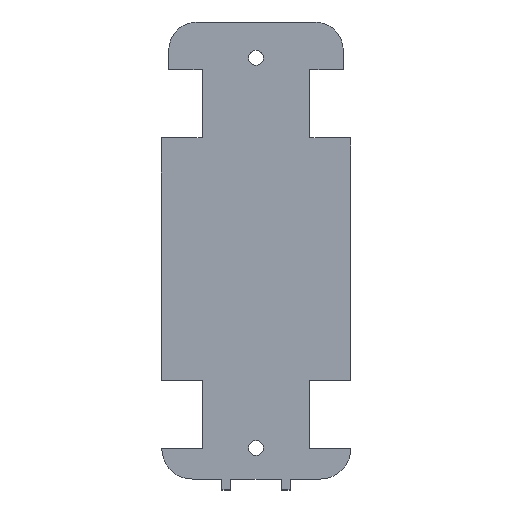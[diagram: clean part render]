
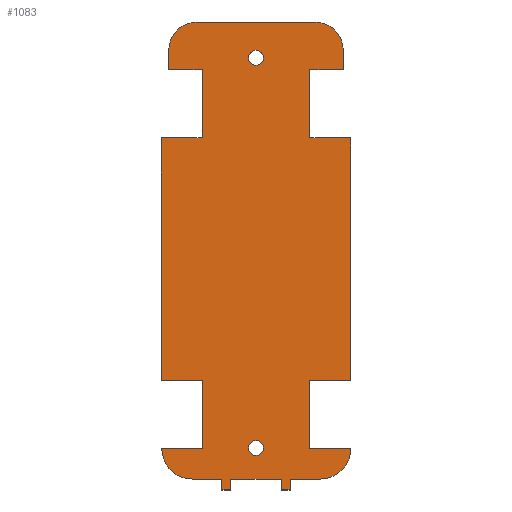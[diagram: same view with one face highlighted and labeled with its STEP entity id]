
A CAD part, top view. The second image highlights one B-rep face of the part: STEP entity #1083.
In plain terms, the highlighted planar face has unit normal (0, 0, 1).
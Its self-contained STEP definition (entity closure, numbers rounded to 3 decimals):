
#42 = VERTEX_POINT('',#43);
#43 = CARTESIAN_POINT('',(8.6,33.5,0.8));
#49 = EDGE_CURVE('',#42,#50,#52,.T.);
#50 = VERTEX_POINT('',#51);
#51 = CARTESIAN_POINT('',(12.8,29.3,0.8));
#52 = CIRCLE('',#53,4.2);
#53 = AXIS2_PLACEMENT_3D('',#54,#55,#56);
#54 = CARTESIAN_POINT('',(8.6,29.3,0.8));
#55 = DIRECTION('',(0.,0.,-1.));
#56 = DIRECTION('',(0.,1.,0.));
#82 = EDGE_CURVE('',#50,#83,#85,.T.);
#83 = VERTEX_POINT('',#84);
#84 = CARTESIAN_POINT('',(12.8,26.5,0.8));
#85 = LINE('',#86,#87);
#86 = CARTESIAN_POINT('',(12.8,29.3,0.8));
#87 = VECTOR('',#88,1.);
#88 = DIRECTION('',(0.,-1.,0.));
#113 = EDGE_CURVE('',#83,#114,#116,.T.);
#114 = VERTEX_POINT('',#115);
#115 = CARTESIAN_POINT('',(7.9,26.5,0.8));
#116 = LINE('',#117,#118);
#117 = CARTESIAN_POINT('',(12.8,26.5,0.8));
#118 = VECTOR('',#119,1.);
#119 = DIRECTION('',(-1.,0.,0.));
#144 = EDGE_CURVE('',#114,#145,#147,.T.);
#145 = VERTEX_POINT('',#146);
#146 = CARTESIAN_POINT('',(7.9,16.5,0.8));
#147 = LINE('',#148,#149);
#148 = CARTESIAN_POINT('',(7.9,26.5,0.8));
#149 = VECTOR('',#150,1.);
#150 = DIRECTION('',(0.,-1.,0.));
#175 = EDGE_CURVE('',#145,#176,#178,.T.);
#176 = VERTEX_POINT('',#177);
#177 = CARTESIAN_POINT('',(13.9,16.5,0.8));
#178 = LINE('',#179,#180);
#179 = CARTESIAN_POINT('',(7.9,16.5,0.8));
#180 = VECTOR('',#181,1.);
#181 = DIRECTION('',(1.,0.,0.));
#206 = EDGE_CURVE('',#176,#207,#209,.T.);
#207 = VERTEX_POINT('',#208);
#208 = CARTESIAN_POINT('',(13.9,-19.1,0.8));
#209 = LINE('',#210,#211);
#210 = CARTESIAN_POINT('',(13.9,16.5,0.8));
#211 = VECTOR('',#212,1.);
#212 = DIRECTION('',(0.,-1.,0.));
#237 = EDGE_CURVE('',#207,#238,#240,.T.);
#238 = VERTEX_POINT('',#239);
#239 = CARTESIAN_POINT('',(7.8,-19.1,0.8));
#240 = LINE('',#241,#242);
#241 = CARTESIAN_POINT('',(13.9,-19.1,0.8));
#242 = VECTOR('',#243,1.);
#243 = DIRECTION('',(-1.,0.,0.));
#268 = EDGE_CURVE('',#238,#269,#271,.T.);
#269 = VERTEX_POINT('',#270);
#270 = CARTESIAN_POINT('',(7.8,-29.,0.8));
#271 = LINE('',#272,#273);
#272 = CARTESIAN_POINT('',(7.8,-19.1,0.8));
#273 = VECTOR('',#274,1.);
#274 = DIRECTION('',(0.,-1.,0.));
#299 = EDGE_CURVE('',#269,#300,#302,.T.);
#300 = VERTEX_POINT('',#301);
#301 = CARTESIAN_POINT('',(13.9,-29.,0.8));
#302 = LINE('',#303,#304);
#303 = CARTESIAN_POINT('',(7.8,-29.,0.8));
#304 = VECTOR('',#305,1.);
#305 = DIRECTION('',(1.,0.,0.));
#330 = EDGE_CURVE('',#300,#331,#333,.T.);
#331 = VERTEX_POINT('',#332);
#332 = CARTESIAN_POINT('',(9.418,-33.5,0.8));
#333 = CIRCLE('',#334,4.482);
#334 = AXIS2_PLACEMENT_3D('',#335,#336,#337);
#335 = CARTESIAN_POINT('',(9.418,-29.018,0.8));
#336 = DIRECTION('',(0.,0.,-1.));
#337 = DIRECTION('',(1.,0.004,0.));
#363 = EDGE_CURVE('',#331,#364,#366,.T.);
#364 = VERTEX_POINT('',#365);
#365 = CARTESIAN_POINT('',(5.,-33.5,0.8));
#366 = LINE('',#367,#368);
#367 = CARTESIAN_POINT('',(9.418,-33.5,0.8));
#368 = VECTOR('',#369,1.);
#369 = DIRECTION('',(-1.,0.,0.));
#394 = EDGE_CURVE('',#364,#395,#397,.T.);
#395 = VERTEX_POINT('',#396);
#396 = CARTESIAN_POINT('',(5.,-35.1,0.8));
#397 = LINE('',#398,#399);
#398 = CARTESIAN_POINT('',(5.,-33.5,0.8));
#399 = VECTOR('',#400,1.);
#400 = DIRECTION('',(0.,-1.,0.));
#425 = EDGE_CURVE('',#395,#426,#428,.T.);
#426 = VERTEX_POINT('',#427);
#427 = CARTESIAN_POINT('',(3.7,-35.1,0.8));
#428 = LINE('',#429,#430);
#429 = CARTESIAN_POINT('',(5.,-35.1,0.8));
#430 = VECTOR('',#431,1.);
#431 = DIRECTION('',(-1.,0.,0.));
#456 = EDGE_CURVE('',#426,#457,#459,.T.);
#457 = VERTEX_POINT('',#458);
#458 = CARTESIAN_POINT('',(3.7,-33.5,0.8));
#459 = LINE('',#460,#461);
#460 = CARTESIAN_POINT('',(3.7,-35.1,0.8));
#461 = VECTOR('',#462,1.);
#462 = DIRECTION('',(0.,1.,0.));
#487 = EDGE_CURVE('',#457,#488,#490,.T.);
#488 = VERTEX_POINT('',#489);
#489 = CARTESIAN_POINT('',(-3.7,-33.5,0.8));
#490 = LINE('',#491,#492);
#491 = CARTESIAN_POINT('',(3.7,-33.5,0.8));
#492 = VECTOR('',#493,1.);
#493 = DIRECTION('',(-1.,0.,0.));
#518 = EDGE_CURVE('',#488,#519,#521,.T.);
#519 = VERTEX_POINT('',#520);
#520 = CARTESIAN_POINT('',(-3.7,-35.1,0.8));
#521 = LINE('',#522,#523);
#522 = CARTESIAN_POINT('',(-3.7,-33.5,0.8));
#523 = VECTOR('',#524,1.);
#524 = DIRECTION('',(0.,-1.,0.));
#549 = EDGE_CURVE('',#519,#550,#552,.T.);
#550 = VERTEX_POINT('',#551);
#551 = CARTESIAN_POINT('',(-5.,-35.1,0.8));
#552 = LINE('',#553,#554);
#553 = CARTESIAN_POINT('',(-3.7,-35.1,0.8));
#554 = VECTOR('',#555,1.);
#555 = DIRECTION('',(-1.,0.,0.));
#580 = EDGE_CURVE('',#550,#581,#583,.T.);
#581 = VERTEX_POINT('',#582);
#582 = CARTESIAN_POINT('',(-5.,-33.5,0.8));
#583 = LINE('',#584,#585);
#584 = CARTESIAN_POINT('',(-5.,-35.1,0.8));
#585 = VECTOR('',#586,1.);
#586 = DIRECTION('',(0.,1.,0.));
#611 = EDGE_CURVE('',#581,#612,#614,.T.);
#612 = VERTEX_POINT('',#613);
#613 = CARTESIAN_POINT('',(-9.318,-33.5,0.8));
#614 = LINE('',#615,#616);
#615 = CARTESIAN_POINT('',(-5.,-33.5,0.8));
#616 = VECTOR('',#617,1.);
#617 = DIRECTION('',(-1.,0.,0.));
#642 = EDGE_CURVE('',#612,#643,#645,.T.);
#643 = VERTEX_POINT('',#644);
#644 = CARTESIAN_POINT('',(-13.818,-29.018,0.8));
#645 = CIRCLE('',#646,4.482);
#646 = AXIS2_PLACEMENT_3D('',#647,#648,#649);
#647 = CARTESIAN_POINT('',(-9.336,-29.018,0.8));
#648 = DIRECTION('',(0.,0.,-1.));
#649 = DIRECTION('',(0.004,-1.,0.));
#675 = EDGE_CURVE('',#643,#676,#678,.T.);
#676 = VERTEX_POINT('',#677);
#677 = CARTESIAN_POINT('',(-7.8,-29.018,0.8));
#678 = LINE('',#679,#680);
#679 = CARTESIAN_POINT('',(-13.818,-29.018,0.8));
#680 = VECTOR('',#681,1.);
#681 = DIRECTION('',(1.,0.,0.));
#706 = EDGE_CURVE('',#676,#707,#709,.T.);
#707 = VERTEX_POINT('',#708);
#708 = CARTESIAN_POINT('',(-7.8,-19.,0.8));
#709 = LINE('',#710,#711);
#710 = CARTESIAN_POINT('',(-7.8,-29.018,0.8));
#711 = VECTOR('',#712,1.);
#712 = DIRECTION('',(0.,1.,0.));
#737 = EDGE_CURVE('',#707,#738,#740,.T.);
#738 = VERTEX_POINT('',#739);
#739 = CARTESIAN_POINT('',(-13.9,-19.,0.8));
#740 = LINE('',#741,#742);
#741 = CARTESIAN_POINT('',(-7.8,-19.,0.8));
#742 = VECTOR('',#743,1.);
#743 = DIRECTION('',(-1.,0.,0.));
#768 = EDGE_CURVE('',#738,#769,#771,.T.);
#769 = VERTEX_POINT('',#770);
#770 = CARTESIAN_POINT('',(-13.9,16.5,0.8));
#771 = LINE('',#772,#773);
#772 = CARTESIAN_POINT('',(-13.9,-19.,0.8));
#773 = VECTOR('',#774,1.);
#774 = DIRECTION('',(0.,1.,0.));
#799 = EDGE_CURVE('',#769,#800,#802,.T.);
#800 = VERTEX_POINT('',#801);
#801 = CARTESIAN_POINT('',(-7.9,16.5,0.8));
#802 = LINE('',#803,#804);
#803 = CARTESIAN_POINT('',(-13.9,16.5,0.8));
#804 = VECTOR('',#805,1.);
#805 = DIRECTION('',(1.,0.,0.));
#830 = EDGE_CURVE('',#800,#831,#833,.T.);
#831 = VERTEX_POINT('',#832);
#832 = CARTESIAN_POINT('',(-7.9,26.5,0.8));
#833 = LINE('',#834,#835);
#834 = CARTESIAN_POINT('',(-7.9,16.5,0.8));
#835 = VECTOR('',#836,1.);
#836 = DIRECTION('',(0.,1.,0.));
#861 = EDGE_CURVE('',#831,#862,#864,.T.);
#862 = VERTEX_POINT('',#863);
#863 = CARTESIAN_POINT('',(-12.8,26.5,0.8));
#864 = LINE('',#865,#866);
#865 = CARTESIAN_POINT('',(-7.9,26.5,0.8));
#866 = VECTOR('',#867,1.);
#867 = DIRECTION('',(-1.,0.,0.));
#892 = EDGE_CURVE('',#862,#893,#895,.T.);
#893 = VERTEX_POINT('',#894);
#894 = CARTESIAN_POINT('',(-12.8,29.3,0.8));
#895 = LINE('',#896,#897);
#896 = CARTESIAN_POINT('',(-12.8,26.5,0.8));
#897 = VECTOR('',#898,1.);
#898 = DIRECTION('',(0.,1.,0.));
#923 = EDGE_CURVE('',#893,#924,#926,.T.);
#924 = VERTEX_POINT('',#925);
#925 = CARTESIAN_POINT('',(-8.6,33.5,0.8));
#926 = CIRCLE('',#927,4.2);
#927 = AXIS2_PLACEMENT_3D('',#928,#929,#930);
#928 = CARTESIAN_POINT('',(-8.6,29.3,0.8));
#929 = DIRECTION('',(0.,0.,-1.));
#930 = DIRECTION('',(-1.,0.,0.));
#956 = EDGE_CURVE('',#924,#42,#957,.T.);
#957 = LINE('',#958,#959);
#958 = CARTESIAN_POINT('',(-8.6,33.5,0.8));
#959 = VECTOR('',#960,1.);
#960 = DIRECTION('',(1.,0.,0.));
#980 = VERTEX_POINT('',#981);
#981 = CARTESIAN_POINT('',(1.1,-28.95,0.8));
#987 = EDGE_CURVE('',#980,#980,#988,.T.);
#988 = CIRCLE('',#989,1.1);
#989 = AXIS2_PLACEMENT_3D('',#990,#991,#992);
#990 = CARTESIAN_POINT('',(0.,-28.95,0.8));
#991 = DIRECTION('',(0.,0.,1.));
#992 = DIRECTION('',(1.,0.,-0.));
#1013 = VERTEX_POINT('',#1014);
#1014 = CARTESIAN_POINT('',(1.1,28.25,0.8));
#1020 = EDGE_CURVE('',#1013,#1013,#1021,.T.);
#1021 = CIRCLE('',#1022,1.1);
#1022 = AXIS2_PLACEMENT_3D('',#1023,#1024,#1025);
#1023 = CARTESIAN_POINT('',(0.,28.25,0.8));
#1024 = DIRECTION('',(0.,0.,1.));
#1025 = DIRECTION('',(1.,0.,-0.));
#1083 = ADVANCED_FACE('',(#1084,#1116,#1119),#1122,.F.);
#1084 = FACE_BOUND('',#1085,.F.);
#1085 = EDGE_LOOP('',(#1086,#1087,#1088,#1089,#1090,#1091,#1092,#1093,
    #1094,#1095,#1096,#1097,#1098,#1099,#1100,#1101,#1102,#1103,#1104,
    #1105,#1106,#1107,#1108,#1109,#1110,#1111,#1112,#1113,#1114,#1115));
#1086 = ORIENTED_EDGE('',*,*,#49,.T.);
#1087 = ORIENTED_EDGE('',*,*,#82,.T.);
#1088 = ORIENTED_EDGE('',*,*,#113,.T.);
#1089 = ORIENTED_EDGE('',*,*,#144,.T.);
#1090 = ORIENTED_EDGE('',*,*,#175,.T.);
#1091 = ORIENTED_EDGE('',*,*,#206,.T.);
#1092 = ORIENTED_EDGE('',*,*,#237,.T.);
#1093 = ORIENTED_EDGE('',*,*,#268,.T.);
#1094 = ORIENTED_EDGE('',*,*,#299,.T.);
#1095 = ORIENTED_EDGE('',*,*,#330,.T.);
#1096 = ORIENTED_EDGE('',*,*,#363,.T.);
#1097 = ORIENTED_EDGE('',*,*,#394,.T.);
#1098 = ORIENTED_EDGE('',*,*,#425,.T.);
#1099 = ORIENTED_EDGE('',*,*,#456,.T.);
#1100 = ORIENTED_EDGE('',*,*,#487,.T.);
#1101 = ORIENTED_EDGE('',*,*,#518,.T.);
#1102 = ORIENTED_EDGE('',*,*,#549,.T.);
#1103 = ORIENTED_EDGE('',*,*,#580,.T.);
#1104 = ORIENTED_EDGE('',*,*,#611,.T.);
#1105 = ORIENTED_EDGE('',*,*,#642,.T.);
#1106 = ORIENTED_EDGE('',*,*,#675,.T.);
#1107 = ORIENTED_EDGE('',*,*,#706,.T.);
#1108 = ORIENTED_EDGE('',*,*,#737,.T.);
#1109 = ORIENTED_EDGE('',*,*,#768,.T.);
#1110 = ORIENTED_EDGE('',*,*,#799,.T.);
#1111 = ORIENTED_EDGE('',*,*,#830,.T.);
#1112 = ORIENTED_EDGE('',*,*,#861,.T.);
#1113 = ORIENTED_EDGE('',*,*,#892,.T.);
#1114 = ORIENTED_EDGE('',*,*,#923,.T.);
#1115 = ORIENTED_EDGE('',*,*,#956,.T.);
#1116 = FACE_BOUND('',#1117,.F.);
#1117 = EDGE_LOOP('',(#1118));
#1118 = ORIENTED_EDGE('',*,*,#987,.T.);
#1119 = FACE_BOUND('',#1120,.F.);
#1120 = EDGE_LOOP('',(#1121));
#1121 = ORIENTED_EDGE('',*,*,#1020,.T.);
#1122 = PLANE('',#1123);
#1123 = AXIS2_PLACEMENT_3D('',#1124,#1125,#1126);
#1124 = CARTESIAN_POINT('',(0.014,-1.775,0.8));
#1125 = DIRECTION('',(-0.,-0.,-1.));
#1126 = DIRECTION('',(-1.,0.,0.));
